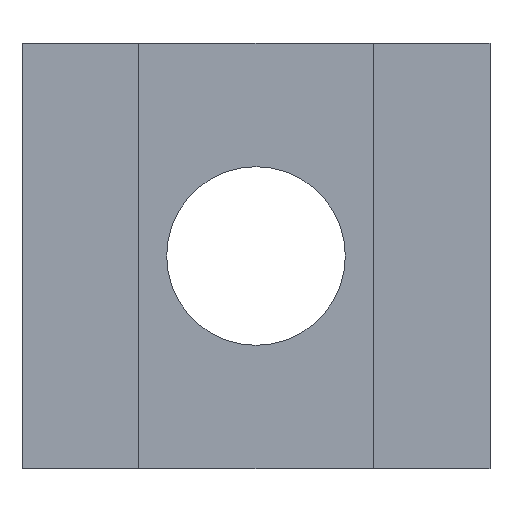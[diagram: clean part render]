
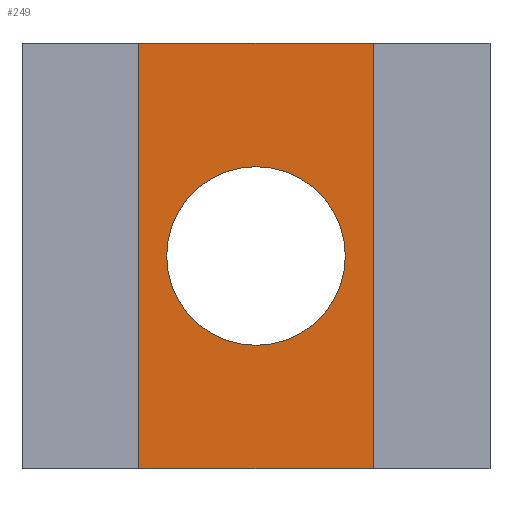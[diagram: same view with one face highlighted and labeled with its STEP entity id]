
A CAD part, front view. The second image highlights one B-rep face of the part: STEP entity #249.
In plain terms, the highlighted planar face has unit normal (0, -1, 0).
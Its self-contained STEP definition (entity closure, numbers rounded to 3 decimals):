
#16=FACE_BOUND('',#50,.T.);
#22=PLANE('',#284);
#35=FACE_OUTER_BOUND('',#49,.T.);
#49=EDGE_LOOP('',(#201,#202,#203,#204));
#50=EDGE_LOOP('',(#205));
#73=LINE('',#393,#104);
#74=LINE('',#396,#105);
#75=LINE('',#398,#106);
#76=LINE('',#399,#107);
#104=VECTOR('',#325,10.);
#105=VECTOR('',#328,10.);
#106=VECTOR('',#329,10.);
#107=VECTOR('',#330,10.);
#120=CIRCLE('',#278,2.1);
#122=VERTEX_POINT('',#358);
#133=VERTEX_POINT('',#389);
#134=VERTEX_POINT('',#391);
#135=VERTEX_POINT('',#395);
#136=VERTEX_POINT('',#397);
#145=EDGE_CURVE('',#122,#122,#120,.T.);
#161=EDGE_CURVE('',#133,#134,#73,.T.);
#162=EDGE_CURVE('',#135,#133,#74,.T.);
#163=EDGE_CURVE('',#136,#134,#75,.T.);
#164=EDGE_CURVE('',#135,#136,#76,.T.);
#201=ORIENTED_EDGE('',*,*,#162,.T.);
#202=ORIENTED_EDGE('',*,*,#161,.T.);
#203=ORIENTED_EDGE('',*,*,#163,.F.);
#204=ORIENTED_EDGE('',*,*,#164,.F.);
#205=ORIENTED_EDGE('',*,*,#145,.T.);
#249=ADVANCED_FACE('',(#35,#16),#22,.T.);
#278=AXIS2_PLACEMENT_3D('',#360,#298,#299);
#284=AXIS2_PLACEMENT_3D('',#394,#326,#327);
#298=DIRECTION('center_axis',(0.,1.,0.));
#299=DIRECTION('ref_axis',(-1.,0.,0.));
#325=DIRECTION('',(0.,0.,1.));
#326=DIRECTION('center_axis',(0.,-1.,0.));
#327=DIRECTION('ref_axis',(1.,0.,0.));
#328=DIRECTION('',(1.,0.,0.));
#329=DIRECTION('',(1.,0.,0.));
#330=DIRECTION('',(0.,0.,1.));
#358=CARTESIAN_POINT('',(2.15,-3.444,5.));
#360=CARTESIAN_POINT('Origin',(0.05,-3.444,5.));
#389=CARTESIAN_POINT('',(2.8,-3.444,0.));
#391=CARTESIAN_POINT('',(2.8,-3.444,10.));
#393=CARTESIAN_POINT('',(2.8,-3.444,0.));
#394=CARTESIAN_POINT('Origin',(-2.7,-3.444,0.));
#395=CARTESIAN_POINT('',(-2.7,-3.444,0.));
#396=CARTESIAN_POINT('',(-2.7,-3.444,0.));
#397=CARTESIAN_POINT('',(-2.7,-3.444,10.));
#398=CARTESIAN_POINT('',(-2.7,-3.444,10.));
#399=CARTESIAN_POINT('',(-2.7,-3.444,0.));
